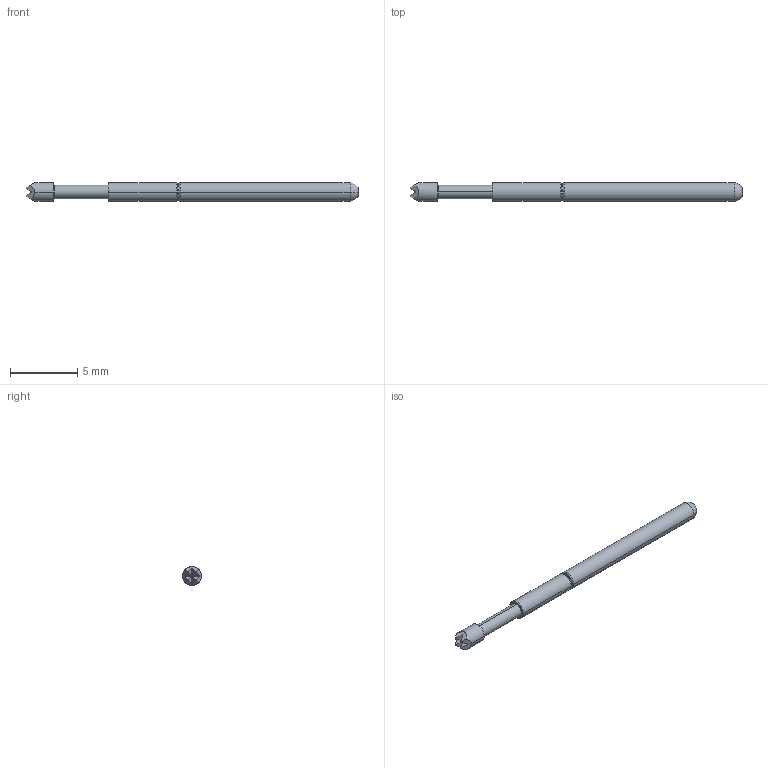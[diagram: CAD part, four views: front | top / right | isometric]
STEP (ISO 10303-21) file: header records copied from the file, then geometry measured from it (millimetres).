
FILE_DESCRIPTION (( 'STEP AP214' ), '1' );
FILE_NAME ('100-PL_1664_.STEP', '2016-05-10T14:52:54', ( 'spare' ), ( '' ), 'SwSTEP 2.0', 'SolidWorks 2016', '' );
FILE_SCHEMA (( 'AUTOMOTIVE_DESIGN' ));
Length unit declared in the file: inch
Products named in the file (1): 100-PL_1664_
Bounding box: 24.64 x 1.4 x 1.4 mm (x, y, z)
Volume: 32.8 mm3; surface area: 104.2 mm2
Topology: 1 solids, 1 shells, 47 faces, 118 edges, 74 vertices
Faces by surface type: plane 21, cylinder 10, torus 8, cone 6, sphere 2
Entity records: 2031 total; most frequent: CARTESIAN_POINT 252, DIRECTION 252, ORIENTED_EDGE 228, EDGE_CURVE 114, AXIS2_PLACEMENT_3D 96, VERTEX_POINT 72, VECTOR 60, LINE 60
